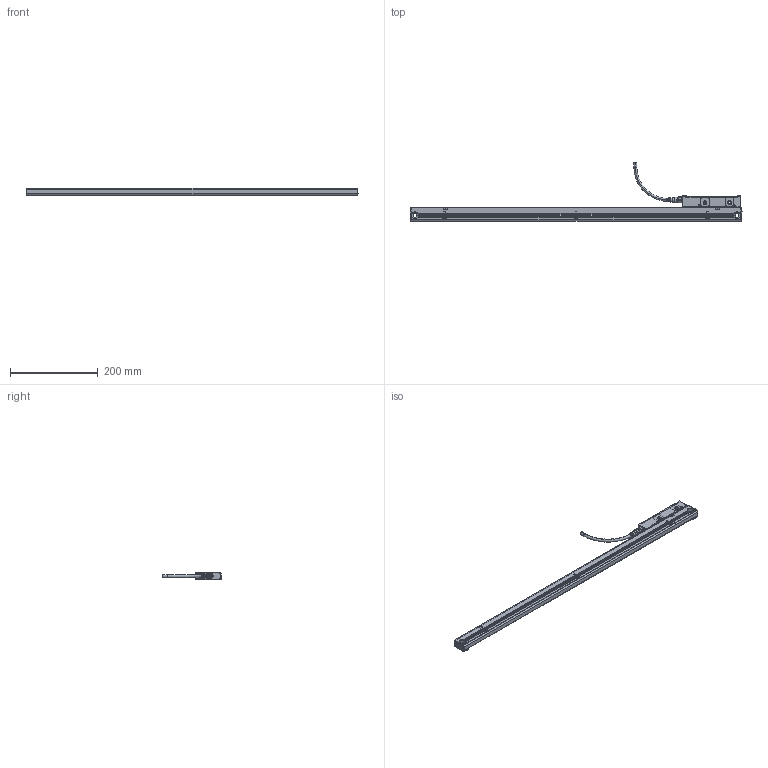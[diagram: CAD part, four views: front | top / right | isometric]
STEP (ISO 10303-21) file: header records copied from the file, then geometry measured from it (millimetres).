
FILE_DESCRIPTION(('CATIA V5 STEP'),'2;1');
FILE_NAME('SR27A-062-R.stp','2014-09-29T06:24:16+00:00',('none'),('none'),'CATIA Version 5 Release 19 SP 6 (IN-10)','CATIA V5 STEP AP214','none');
FILE_SCHEMA(('AUTOMOTIVE_DESIGN { 1 0 10303 214 1 1 1 1 }'));
Length unit declared in the file: millimetre
Products named in the file (1): SR27A-062-R
Bounding box: 758 x 133.65 x 17.85 mm (x, y, z)
Volume: 496.2 mm3; surface area: 117833.8 mm2
Topology: 43 solids, 45 shells, 2326 faces, 6154 edges, 3911 vertices
Faces by surface type: plane 1135, cylinder 871, cone 114, torus 108, bspline 72, sphere 26
Entity records: 71170 total; most frequent: CARTESIAN_POINT 18716, ORIENTED_EDGE 12224, DIRECTION 8344, EDGE_CURVE 6108, VERTEX_POINT 3911, VECTOR 3533, LINE 3533, AXIS2_PLACEMENT_3D 3400
